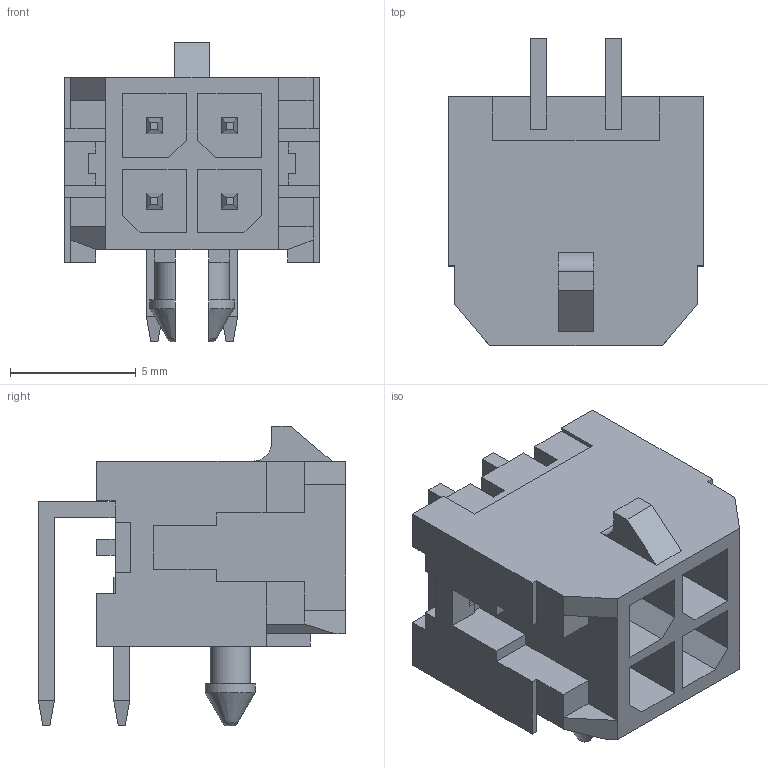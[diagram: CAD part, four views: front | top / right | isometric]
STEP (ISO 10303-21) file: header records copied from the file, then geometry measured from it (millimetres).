
FILE_DESCRIPTION(('FreeCAD Model'),'2;1');
FILE_NAME('430450400.step', '2017-02-13T12:31:10',('kicad StepUp'),('ksu MCAD'), 'Open CASCADE STEP processor 6.8','FreeCAD','Unknown');
FILE_SCHEMA(('AUTOMOTIVE_DESIGN_CC2 { 1 2 10303 214 -1 1 5 4 }'));
Length unit declared in the file: millimetre
Products named in the file (1): 430450400
Bounding box: 10.15 x 12.24 x 11.95 mm (x, y, z)
Volume: 442.7 mm3; surface area: 976.1 mm2
Topology: 1 solids, 1 shells, 267 faces, 693 edges, 437 vertices
Faces by surface type: plane 258, cylinder 5, cone 2, bspline 2
Entity records: 7974 total; most frequent: CARTESIAN_POINT 1452, ORIENTED_EDGE 1386, DIRECTION 1245, EDGE_CURVE 693, LINE 673, VECTOR 673, VERTEX_POINT 437, AXIS2_PLACEMENT_3D 286
